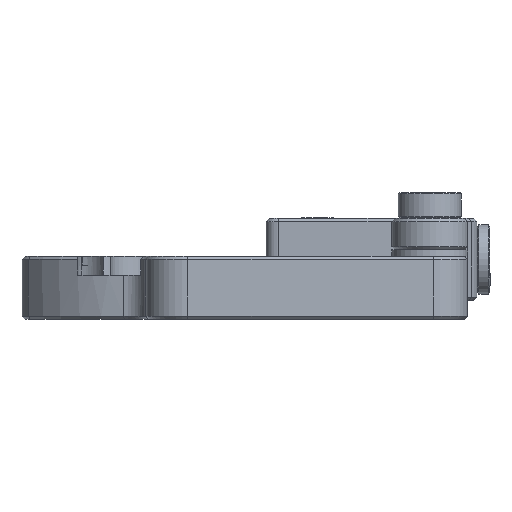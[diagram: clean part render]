
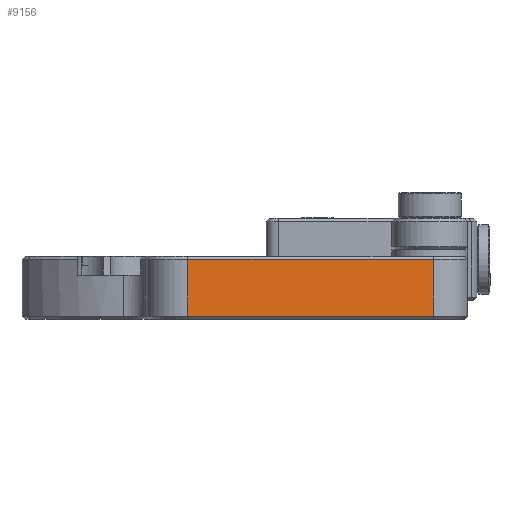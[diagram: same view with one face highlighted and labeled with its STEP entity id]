
A CAD part, left-side view. The second image highlights one B-rep face of the part: STEP entity #9156.
In plain terms, the highlighted planar face has unit normal (-0.995, -0.104, 0).
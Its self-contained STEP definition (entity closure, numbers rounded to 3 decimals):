
#1575=FACE_OUTER_BOUND('',#2147,.T.);
#2147=EDGE_LOOP('',(#8255,#8256,#8257,#8258));
#2876=LINE('',#23727,#3593);
#2879=LINE('',#23735,#3596);
#2884=LINE('',#23747,#3601);
#2885=LINE('',#23749,#3602);
#3593=VECTOR('',#12522,10.);
#3596=VECTOR('',#12531,10.);
#3601=VECTOR('',#12548,10.);
#3602=VECTOR('',#12551,10.);
#4333=VERTEX_POINT('',#23186);
#4401=VERTEX_POINT('',#23572);
#4436=VERTEX_POINT('',#23723);
#4438=VERTEX_POINT('',#23733);
#5734=EDGE_CURVE('',#4436,#4333,#2876,.T.);
#5738=EDGE_CURVE('',#4401,#4438,#2879,.T.);
#5744=EDGE_CURVE('',#4438,#4436,#2884,.T.);
#5745=EDGE_CURVE('',#4401,#4333,#2885,.T.);
#8255=ORIENTED_EDGE('',*,*,#5734,.T.);
#8256=ORIENTED_EDGE('',*,*,#5745,.F.);
#8257=ORIENTED_EDGE('',*,*,#5738,.T.);
#8258=ORIENTED_EDGE('',*,*,#5744,.T.);
#8643=PLANE('',#10136);
#9156=ADVANCED_FACE('',(#1575),#8643,.F.);
#10136=AXIS2_PLACEMENT_3D('',#23748,#12549,#12550);
#12522=DIRECTION('',(0.105,-0.995,0.));
#12531=DIRECTION('',(-0.105,0.995,0.));
#12548=DIRECTION('',(0.,0.,-1.));
#12549=DIRECTION('center_axis',(0.995,0.105,0.));
#12550=DIRECTION('ref_axis',(0.105,-0.995,0.));
#12551=DIRECTION('',(0.,0.,-1.));
#23186=CARTESIAN_POINT('',(-26.759,-0.301,60.008));
#23572=CARTESIAN_POINT('',(-26.759,-0.301,64.508));
#23723=CARTESIAN_POINT('',(-28.803,19.139,60.008));
#23727=CARTESIAN_POINT('',(-28.49,16.162,60.008));
#23733=CARTESIAN_POINT('',(-28.803,19.139,64.508));
#23735=CARTESIAN_POINT('',(-28.903,20.098,64.508));
#23747=CARTESIAN_POINT('',(-28.803,19.139,64.758));
#23748=CARTESIAN_POINT('Origin',(-28.85,19.59,64.758));
#23749=CARTESIAN_POINT('',(-26.759,-0.301,64.758));
